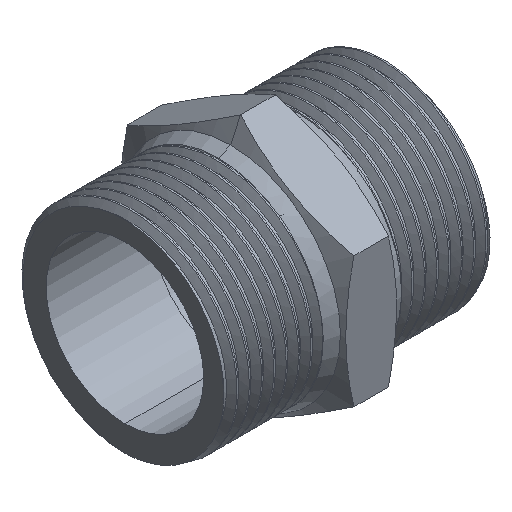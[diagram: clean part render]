
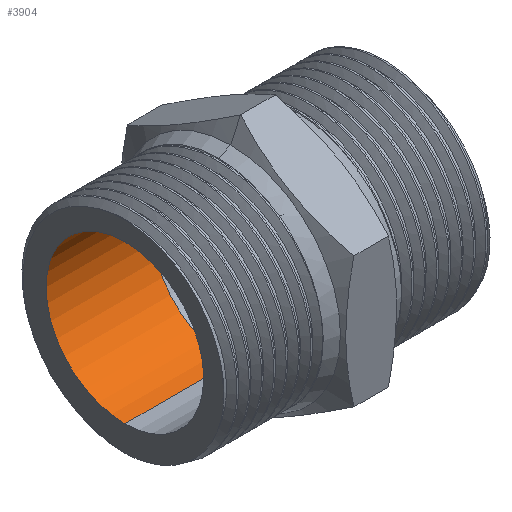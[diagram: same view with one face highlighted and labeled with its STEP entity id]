
A CAD part, isometric view. The second image highlights one B-rep face of the part: STEP entity #3904.
In plain terms, the highlighted cylindrical face has radius 16 mm (diameter 32 mm), a partial arc.
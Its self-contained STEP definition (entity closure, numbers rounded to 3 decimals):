
#280 = VERTEX_POINT ( 'NONE', #4838 ) ;
#300 = EDGE_CURVE ( 'NONE', #280, #2111, #322, .T. ) ;
#322 = LINE ( 'NONE', #2342, #5377 ) ;
#349 = CARTESIAN_POINT ( 'NONE',  ( -27., 0., 0. ) ) ;
#542 = EDGE_CURVE ( 'NONE', #6099, #280, #4205, .T. ) ;
#840 = VECTOR ( 'NONE', #5545, 1000. ) ;
#1131 = VERTEX_POINT ( 'NONE', #1228 ) ;
#1228 = CARTESIAN_POINT ( 'NONE',  ( -27., 0., 16. ) ) ;
#1233 = ORIENTED_EDGE ( 'NONE', *, *, #3545, .T. ) ;
#1394 = AXIS2_PLACEMENT_3D ( 'NONE', #349, #4383, #3887 ) ;
#1668 = ORIENTED_EDGE ( 'NONE', *, *, #1887, .T. ) ;
#1871 = DIRECTION ( 'NONE',  ( 0., 0., 1. ) ) ;
#1887 = EDGE_CURVE ( 'NONE', #6099, #1131, #3556, .T. ) ;
#2111 = VERTEX_POINT ( 'NONE', #5043 ) ;
#2204 = AXIS2_PLACEMENT_3D ( 'NONE', #2402, #5344, #1871 ) ;
#2342 = CARTESIAN_POINT ( 'NONE',  ( -17.297, 0., -16. ) ) ;
#2402 = CARTESIAN_POINT ( 'NONE',  ( -5.5, 0., 0. ) ) ;
#2724 = CARTESIAN_POINT ( 'NONE',  ( -5.5, 0., 16. ) ) ;
#2820 = CARTESIAN_POINT ( 'NONE',  ( -17.297, 0., 0. ) ) ;
#3253 = FACE_OUTER_BOUND ( 'NONE', #5597, .T. ) ;
#3369 = DIRECTION ( 'NONE',  ( -1., 0., 0. ) ) ;
#3545 = EDGE_CURVE ( 'NONE', #1131, #2111, #5388, .T. ) ;
#3556 = LINE ( 'NONE', #4009, #840 ) ;
#3887 = DIRECTION ( 'NONE',  ( 0., 0., 1. ) ) ;
#3904 = ADVANCED_FACE ( 'NONE', ( #3253 ), #4304, .F. ) ;
#4009 = CARTESIAN_POINT ( 'NONE',  ( -17.297, 0., 16. ) ) ;
#4205 = CIRCLE ( 'NONE', #2204, 16. ) ;
#4271 = DIRECTION ( 'NONE',  ( 0., 0., 1. ) ) ;
#4304 = CYLINDRICAL_SURFACE ( 'NONE', #5799, 16. ) ;
#4383 = DIRECTION ( 'NONE',  ( -1., 0., 0. ) ) ;
#4642 = ORIENTED_EDGE ( 'NONE', *, *, #542, .F. ) ;
#4838 = CARTESIAN_POINT ( 'NONE',  ( -5.5, 0., -16. ) ) ;
#4856 = DIRECTION ( 'NONE',  ( -1., 0., 0. ) ) ;
#4989 = ORIENTED_EDGE ( 'NONE', *, *, #300, .F. ) ;
#5043 = CARTESIAN_POINT ( 'NONE',  ( -27., 0., -16. ) ) ;
#5344 = DIRECTION ( 'NONE',  ( -1., 0., 0. ) ) ;
#5377 = VECTOR ( 'NONE', #3369, 1000. ) ;
#5388 = CIRCLE ( 'NONE', #1394, 16. ) ;
#5545 = DIRECTION ( 'NONE',  ( -1., 0., 0. ) ) ;
#5597 = EDGE_LOOP ( 'NONE', ( #4989, #4642, #1668, #1233 ) ) ;
#5799 = AXIS2_PLACEMENT_3D ( 'NONE', #2820, #4856, #4271 ) ;
#6099 = VERTEX_POINT ( 'NONE', #2724 ) ;
